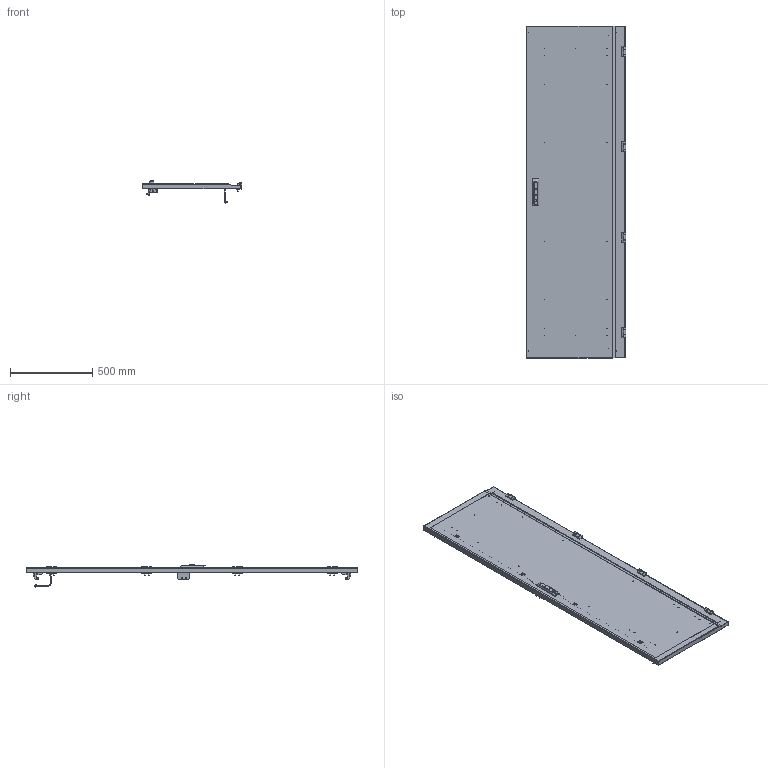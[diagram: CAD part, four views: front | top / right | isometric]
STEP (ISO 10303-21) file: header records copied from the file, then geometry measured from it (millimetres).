
FILE_DESCRIPTION (( 'STEP AP214' ), '1' );
FILE_NAME ('D2M600 Äâåðü ãëóõàÿ_èçâ0038_06.19.step', '2020-11-05T13:52:27', ( '' ), ( '' ), 'SwSTEP 2.0', 'SolidWorks 2019', '' );
FILE_SCHEMA (( 'AUTOMOTIVE_DESIGN' ));
Length unit declared in the file: millimetre
Products named in the file (156): Òÿãà ñ ðîëèêîì ILM01.21.820 Atos; Çàìîê ñ ìåõàíèçìîì äëÿ òÿã KI22.5.02.00.Z.2V ðèãåëü 1005_00; Øïèëüêà 6õ20; Âèíò ñàìîíàðåçàþùèé Ì6 DIN 7516À; 1000-67-02; AVT001.03.00.13 赶鎀鍧_00; Îñü ïåòëè 1110-U122; Âèíò Ì6 ÃÎÑÒ17475-78_6å16; Ðó÷êà îòêèäíàÿ Atos; Ðó÷êà îòêèäíàÿ Atos_00; Øïèëüêà 4õ12; Ïåòëÿ 1110-U123; 1121-03-04; Ãàéêà ÃÎÑÒ 5915-70; D6799_5_1; Õîìóòèê ïåòëè 1110-U122; Âèíò Ì6 ÃÎÑÒ17475-78; Áîëò ñî ñòîïîðíûìè çóáöàìè 100-277-02JB_Ì6õ6_EMKA; ﾘ琺矜 6 ﾃﾎﾑﾒ 10463_81; 1000-67-02_1; Ãàéêà ÃÎÑÒ 5915-70_6.6G.8; Ãàéêà ÃÎÑÒ 5915-70_4.6G.5; Êðîíøòåéí ïåòëè 1110-U122; 1121-01-07; AVT004.03.00.14 赶鎀鍧_01; 1121-01-08; AVT001.03.00.12 赶鎀鍧_00; AVT001.00.00.07 砎閷麠縺_00; ﾘ琺矜 01.019 ﾃﾎﾑﾒ11371-78; Íàïðàâëÿþùàÿ òÿãè ïëîñêîé ILY03.35 Atos; 1121-01-08_1; ﾘ琺矜 01.019 ﾃﾎﾑﾒ11371-78_6; D6799_5; AVT004.03.00.14 赶鎀鍧; ﾘ琺矜 65ﾃ 019 ﾃﾎﾑﾒ 6402-70; D2M600 Äâåðü ãëóõàÿ_èçâ0038_06.19; ﾘﾒﾀﾍﾃﾎﾂﾛﾉ_ﾇﾀﾌﾎﾊ_Atos_00; ﾘ琺矜 01.019 ﾃﾎﾑﾒ11371-78_4; Òÿãà çàìêà íèæíÿÿ Atos; Âèíò ñàìîíàðåçàþùèé Ì6 DIN 7516À_6å16 ...
Assembly tree (115 placements, depth 5):
  Òÿãà ñ ðîëèêîì ILM01.21.820 Atos
  Øïèëüêà 6õ20
  Âèíò ñàìîíàðåçàþùèé Ì6 DIN 7516À
  1000-67-02
  Îñü ïåòëè 1110-U122
Bounding box: 604.29 x 2013 x 133.44 mm (x, y, z)
Volume: 2699896.4 mm3; surface area: 3353908.6 mm2
Topology: 107 solids, 107 shells, 2844 faces, 7219 edges, 4565 vertices
Faces by surface type: plane 1336, cylinder 988, cone 278, torus 112, bspline 92, sphere 38
Entity records: 65304 total; most frequent: CARTESIAN_POINT 15239, ORIENTED_EDGE 8920, DIRECTION 8853, EDGE_CURVE 4460, AXIS2_PLACEMENT_3D 3082, VERTEX_POINT 2877, VECTOR 2689, LINE 2689
